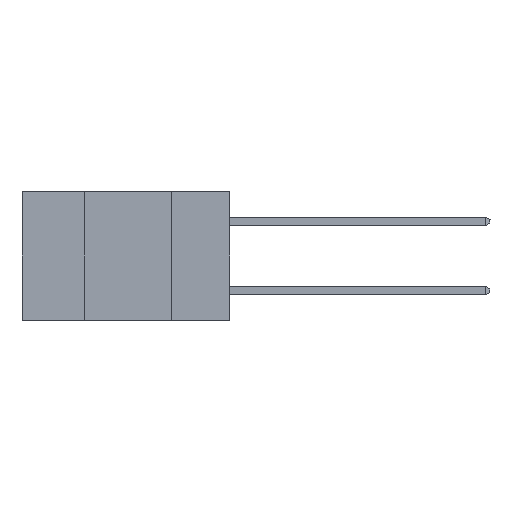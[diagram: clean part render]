
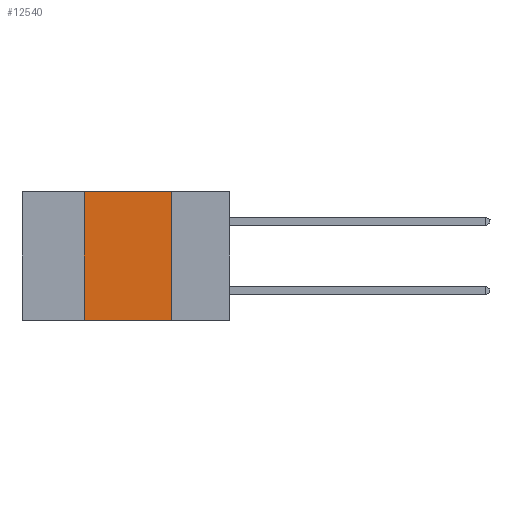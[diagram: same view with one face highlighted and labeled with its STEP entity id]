
A CAD part, left-side view. The second image highlights one B-rep face of the part: STEP entity #12540.
In plain terms, the highlighted planar face has unit normal (-1, 0, 0).
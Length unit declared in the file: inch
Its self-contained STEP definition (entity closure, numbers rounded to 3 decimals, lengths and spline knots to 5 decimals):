
#158 = VECTOR ( 'NONE', #11475, 39.37008 ) ;
#750 = VERTEX_POINT ( 'NONE', #7527 ) ;
#1983 = DIRECTION ( 'NONE',  ( 1., 0., 0. ) ) ;
#2491 = DIRECTION ( 'NONE',  ( 0., 0., 1. ) ) ;
#2602 = VERTEX_POINT ( 'NONE', #14555 ) ;
#2946 = ORIENTED_EDGE ( 'NONE', *, *, #9309, .F. ) ;
#3582 = CARTESIAN_POINT ( 'NONE',  ( 0., 0.6, 0. ) ) ;
#4136 = CARTESIAN_POINT ( 'NONE',  ( 0., 0.6, -0.37 ) ) ;
#4939 = LINE ( 'NONE', #7945, #158 ) ;
#5134 = EDGE_LOOP ( 'NONE', ( #19046, #9782, #2946, #6476 ) ) ;
#5739 = LINE ( 'NONE', #4136, #17005 ) ;
#6476 = ORIENTED_EDGE ( 'NONE', *, *, #17824, .T. ) ;
#7453 = DIRECTION ( 'NONE',  ( 0., -1., 0. ) ) ;
#7527 = CARTESIAN_POINT ( 'NONE',  ( 0., 0.42, -0.37 ) ) ;
#7901 = CARTESIAN_POINT ( 'NONE',  ( 0., 0.17, -0.37 ) ) ;
#7945 = CARTESIAN_POINT ( 'NONE',  ( 0., 0.6, 0. ) ) ;
#8315 = EDGE_CURVE ( 'NONE', #2602, #19288, #4939, .T. ) ;
#8510 = DIRECTION ( 'NONE',  ( 0., 0., -1. ) ) ;
#9309 = EDGE_CURVE ( 'NONE', #750, #2602, #15272, .T. ) ;
#9384 = LINE ( 'NONE', #17969, #12912 ) ;
#9782 = ORIENTED_EDGE ( 'NONE', *, *, #8315, .F. ) ;
#10333 = FACE_OUTER_BOUND ( 'NONE', #5134, .T. ) ;
#11286 = AXIS2_PLACEMENT_3D ( 'NONE', #3582, #1983, #8510 ) ;
#11475 = DIRECTION ( 'NONE',  ( 0., -1., 0. ) ) ;
#11488 = VECTOR ( 'NONE', #2491, 39.37008 ) ;
#12540 = ADVANCED_FACE ( 'NONE', ( #10333 ), #18269, .F. ) ;
#12912 = VECTOR ( 'NONE', #15933, 39.37008 ) ;
#13969 = CARTESIAN_POINT ( 'NONE',  ( 0., 0.42, -0.37 ) ) ;
#14555 = CARTESIAN_POINT ( 'NONE',  ( 0., 0.42, 0. ) ) ;
#15108 = VERTEX_POINT ( 'NONE', #7901 ) ;
#15272 = LINE ( 'NONE', #13969, #11488 ) ;
#15933 = DIRECTION ( 'NONE',  ( 0., 0., -1. ) ) ;
#17005 = VECTOR ( 'NONE', #7453, 39.37008 ) ;
#17824 = EDGE_CURVE ( 'NONE', #750, #15108, #5739, .T. ) ;
#17969 = CARTESIAN_POINT ( 'NONE',  ( 0., 0.17, -0.37 ) ) ;
#18269 = PLANE ( 'NONE',  #11286 ) ;
#19046 = ORIENTED_EDGE ( 'NONE', *, *, #20904, .F. ) ;
#19288 = VERTEX_POINT ( 'NONE', #20252 ) ;
#20252 = CARTESIAN_POINT ( 'NONE',  ( 0., 0.17, 0. ) ) ;
#20904 = EDGE_CURVE ( 'NONE', #19288, #15108, #9384, .T. ) ;
